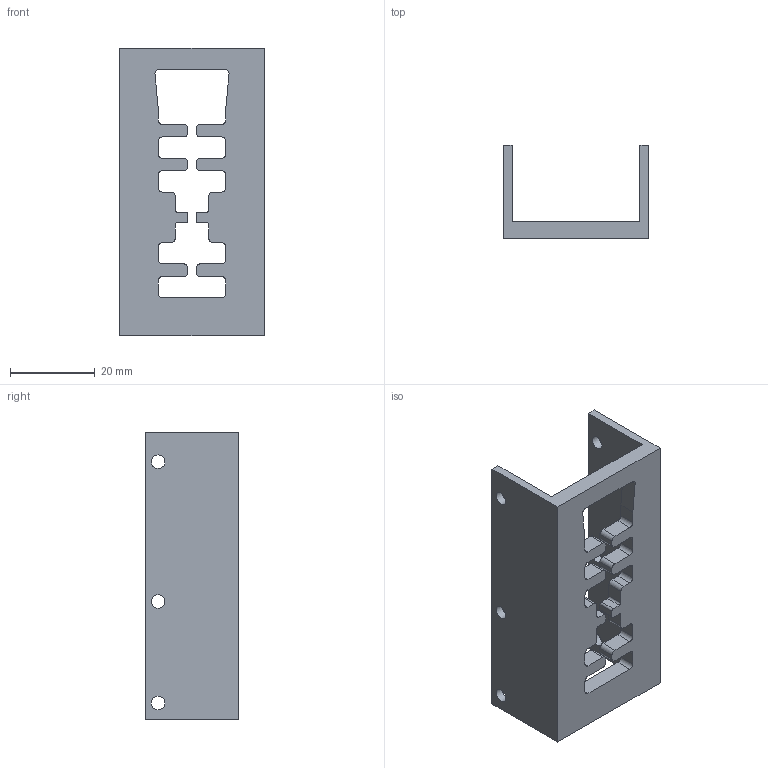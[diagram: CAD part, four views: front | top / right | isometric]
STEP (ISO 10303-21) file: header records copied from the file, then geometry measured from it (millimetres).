
FILE_DESCRIPTION(/* description */ (''),/* implementation_level */ '2;1');
FILE_NAME(/* name */ 'sba_mold_extension.stp',/* time_stamp */ '2025-03-10T18:22:10Z',/* author */ ('diogo'),/* organization */ (''),/* preprocessor_version */ 'ST-DEVELOPER v19.2',/* originating_system */ 'Autodesk Inventor 2024',/* authorisation */ '');
FILE_SCHEMA (('AUTOMOTIVE_DESIGN { 1 0 10303 214 3 1 1 }'));
Length unit declared in the file: millimetre
Products named in the file (1): v1.5.7_Molde_Sola
Bounding box: 34.2 x 22 x 68 mm (x, y, z)
Volume: 11567.2 mm3; surface area: 10211.2 mm2
Topology: 1 solids, 1 shells, 106 faces, 312 edges, 208 vertices
Faces by surface type: plane 56, cylinder 50
Full cylindrical faces by diameter (mm): 3.2 x6
Entity records: 3742 total; most frequent: CARTESIAN_POINT 627, DIRECTION 626, ORIENTED_EDGE 624, EDGE_CURVE 312, LINE 212, VECTOR 212, VERTEX_POINT 208, AXIS2_PLACEMENT_3D 207
